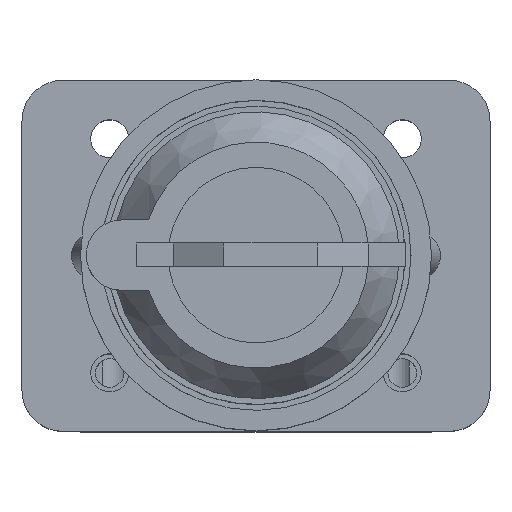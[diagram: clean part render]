
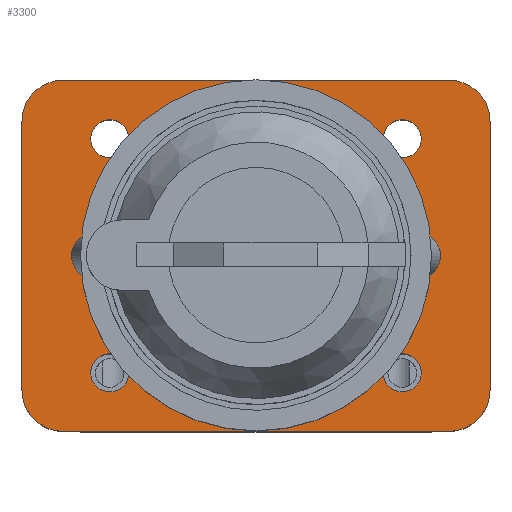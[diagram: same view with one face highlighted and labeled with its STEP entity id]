
A CAD part, top view. The second image highlights one B-rep face of the part: STEP entity #3300.
In plain terms, the highlighted planar face has unit normal (0, 0, 1).
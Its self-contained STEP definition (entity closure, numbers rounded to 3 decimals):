
#216=LINE('',#4730,#510);
#222=LINE('',#4750,#516);
#225=LINE('',#4758,#519);
#227=LINE('',#4764,#521);
#510=VECTOR('',#3848,33.);
#516=VECTOR('',#3868,23.);
#519=VECTOR('',#3877,33.);
#521=VECTOR('',#3885,23.);
#807=PLANE('',#3526);
#950=FACE_BOUND('',#1242,.T.);
#951=FACE_BOUND('',#1243,.T.);
#952=FACE_BOUND('',#1244,.T.);
#953=FACE_BOUND('',#1245,.T.);
#954=FACE_BOUND('',#1246,.T.);
#955=FACE_BOUND('',#1247,.T.);
#956=FACE_BOUND('',#1248,.T.);
#957=FACE_BOUND('',#1249,.T.);
#1032=ELLIPSE('',#3484,2.071,2.);
#1033=ELLIPSE('',#3490,2.071,2.);
#1242=EDGE_LOOP('',(#2410));
#1243=EDGE_LOOP('',(#2411));
#1244=EDGE_LOOP('',(#2412));
#1245=EDGE_LOOP('',(#2413));
#1246=EDGE_LOOP('',(#2414));
#1247=EDGE_LOOP('',(#2415));
#1248=EDGE_LOOP('',(#2416));
#1249=EDGE_LOOP('',(#2417,#2418,#2419,#2420,#2421,#2422,#2423,#2424));
#1484=CIRCLE('',#3496,1.625);
#1486=CIRCLE('',#3499,1.625);
#1488=CIRCLE('',#3502,1.625);
#1490=CIRCLE('',#3505,1.625);
#1492=CIRCLE('',#3508,11.25);
#1493=CIRCLE('',#3510,3.5);
#1498=CIRCLE('',#3518,3.5);
#1499=CIRCLE('',#3521,3.5);
#1500=CIRCLE('',#3524,3.5);
#1589=VERTEX_POINT('',#4676);
#1592=VERTEX_POINT('',#4685);
#1595=VERTEX_POINT('',#4694);
#1597=VERTEX_POINT('',#4699);
#1599=VERTEX_POINT('',#4704);
#1601=VERTEX_POINT('',#4709);
#1603=VERTEX_POINT('',#4714);
#1604=VERTEX_POINT('',#4717);
#1605=VERTEX_POINT('',#4718);
#1609=VERTEX_POINT('',#4728);
#1615=VERTEX_POINT('',#4744);
#1616=VERTEX_POINT('',#4748);
#1617=VERTEX_POINT('',#4752);
#1618=VERTEX_POINT('',#4756);
#1619=VERTEX_POINT('',#4760);
#1901=EDGE_CURVE('',#1589,#1589,#1032,.T.);
#1904=EDGE_CURVE('',#1592,#1592,#1033,.T.);
#1907=EDGE_CURVE('',#1595,#1595,#1484,.T.);
#1909=EDGE_CURVE('',#1597,#1597,#1486,.T.);
#1911=EDGE_CURVE('',#1599,#1599,#1488,.T.);
#1913=EDGE_CURVE('',#1601,#1601,#1490,.T.);
#1915=EDGE_CURVE('',#1603,#1603,#1492,.T.);
#1916=EDGE_CURVE('',#1604,#1605,#1493,.T.);
#1922=EDGE_CURVE('',#1609,#1604,#216,.T.);
#1929=EDGE_CURVE('',#1615,#1609,#1498,.T.);
#1932=EDGE_CURVE('',#1616,#1615,#222,.T.);
#1933=EDGE_CURVE('',#1617,#1616,#1499,.T.);
#1936=EDGE_CURVE('',#1618,#1617,#225,.T.);
#1937=EDGE_CURVE('',#1619,#1618,#1500,.T.);
#1939=EDGE_CURVE('',#1605,#1619,#227,.T.);
#2410=ORIENTED_EDGE('',*,*,#1901,.T.);
#2411=ORIENTED_EDGE('',*,*,#1904,.T.);
#2412=ORIENTED_EDGE('',*,*,#1907,.T.);
#2413=ORIENTED_EDGE('',*,*,#1909,.T.);
#2414=ORIENTED_EDGE('',*,*,#1911,.T.);
#2415=ORIENTED_EDGE('',*,*,#1913,.T.);
#2416=ORIENTED_EDGE('',*,*,#1915,.T.);
#2417=ORIENTED_EDGE('',*,*,#1916,.F.);
#2418=ORIENTED_EDGE('',*,*,#1922,.F.);
#2419=ORIENTED_EDGE('',*,*,#1929,.F.);
#2420=ORIENTED_EDGE('',*,*,#1932,.F.);
#2421=ORIENTED_EDGE('',*,*,#1933,.F.);
#2422=ORIENTED_EDGE('',*,*,#1936,.F.);
#2423=ORIENTED_EDGE('',*,*,#1937,.F.);
#2424=ORIENTED_EDGE('',*,*,#1939,.F.);
#3300=ADVANCED_FACE('',(#950,#951,#952,#953,#954,#955,#956,#957),#807,.T.);
#3484=AXIS2_PLACEMENT_3D('',#4677,#3786,#3787);
#3490=AXIS2_PLACEMENT_3D('',#4686,#3798,#3799);
#3496=AXIS2_PLACEMENT_3D('',#4695,#3810,#3811);
#3499=AXIS2_PLACEMENT_3D('',#4700,#3816,#3817);
#3502=AXIS2_PLACEMENT_3D('',#4705,#3822,#3823);
#3505=AXIS2_PLACEMENT_3D('',#4710,#3828,#3829);
#3508=AXIS2_PLACEMENT_3D('',#4715,#3834,#3835);
#3510=AXIS2_PLACEMENT_3D('',#4719,#3838,#3839);
#3518=AXIS2_PLACEMENT_3D('',#4745,#3862,#3863);
#3521=AXIS2_PLACEMENT_3D('',#4753,#3871,#3872);
#3524=AXIS2_PLACEMENT_3D('',#4761,#3880,#3881);
#3526=AXIS2_PLACEMENT_3D('',#4765,#3886,#3887);
#3786=DIRECTION('center_axis',(0.,0.,-1.));
#3787=DIRECTION('ref_axis',(-1.,0.,0.));
#3798=DIRECTION('center_axis',(0.,0.,-1.));
#3799=DIRECTION('ref_axis',(1.,0.,0.));
#3810=DIRECTION('center_axis',(0.,0.,-1.));
#3811=DIRECTION('ref_axis',(1.,0.,0.));
#3816=DIRECTION('center_axis',(0.,0.,-1.));
#3817=DIRECTION('ref_axis',(1.,0.,0.));
#3822=DIRECTION('center_axis',(0.,0.,-1.));
#3823=DIRECTION('ref_axis',(1.,0.,0.));
#3828=DIRECTION('center_axis',(0.,0.,-1.));
#3829=DIRECTION('ref_axis',(1.,0.,0.));
#3834=DIRECTION('center_axis',(0.,0.,-1.));
#3835=DIRECTION('ref_axis',(-1.,0.,0.));
#3838=DIRECTION('center_axis',(0.,0.,-1.));
#3839=DIRECTION('ref_axis',(-0.707,-0.707,0.));
#3848=DIRECTION('',(-1.,0.,0.));
#3862=DIRECTION('center_axis',(0.,0.,-1.));
#3863=DIRECTION('ref_axis',(0.707,-0.707,0.));
#3868=DIRECTION('',(0.,-1.,0.));
#3871=DIRECTION('center_axis',(0.,0.,-1.));
#3872=DIRECTION('ref_axis',(0.707,0.707,0.));
#3877=DIRECTION('',(1.,0.,0.));
#3880=DIRECTION('center_axis',(0.,0.,-1.));
#3881=DIRECTION('ref_axis',(-0.707,0.707,0.));
#3885=DIRECTION('',(0.,1.,0.));
#3886=DIRECTION('center_axis',(0.,0.,1.));
#3887=DIRECTION('ref_axis',(1.,0.,0.));
#4676=CARTESIAN_POINT('',(-11.629,0.,11.5));
#4677=CARTESIAN_POINT('Origin',(-13.7,0.,11.5));
#4685=CARTESIAN_POINT('',(11.629,0.,11.5));
#4686=CARTESIAN_POINT('Origin',(13.7,0.,11.5));
#4694=CARTESIAN_POINT('',(14.125,-10.,11.5));
#4695=CARTESIAN_POINT('Origin',(12.5,-10.,11.5));
#4699=CARTESIAN_POINT('',(-10.875,10.,11.5));
#4700=CARTESIAN_POINT('Origin',(-12.5,10.,11.5));
#4704=CARTESIAN_POINT('',(-10.875,-10.,11.5));
#4705=CARTESIAN_POINT('Origin',(-12.5,-10.,11.5));
#4709=CARTESIAN_POINT('',(14.125,10.,11.5));
#4710=CARTESIAN_POINT('Origin',(12.5,10.,11.5));
#4714=CARTESIAN_POINT('',(11.25,0.,11.5));
#4715=CARTESIAN_POINT('Origin',(0.,0.,11.5));
#4717=CARTESIAN_POINT('',(-16.5,-15.,11.5));
#4718=CARTESIAN_POINT('',(-20.,-11.5,11.5));
#4719=CARTESIAN_POINT('Origin',(-16.5,-11.5,11.5));
#4728=CARTESIAN_POINT('',(16.5,-15.,11.5));
#4730=CARTESIAN_POINT('',(20.,-15.,11.5));
#4744=CARTESIAN_POINT('',(20.,-11.5,11.5));
#4745=CARTESIAN_POINT('Origin',(16.5,-11.5,11.5));
#4748=CARTESIAN_POINT('',(20.,11.5,11.5));
#4750=CARTESIAN_POINT('',(20.,15.,11.5));
#4752=CARTESIAN_POINT('',(16.5,15.,11.5));
#4753=CARTESIAN_POINT('Origin',(16.5,11.5,11.5));
#4756=CARTESIAN_POINT('',(-16.5,15.,11.5));
#4758=CARTESIAN_POINT('',(-20.,15.,11.5));
#4760=CARTESIAN_POINT('',(-20.,11.5,11.5));
#4761=CARTESIAN_POINT('Origin',(-16.5,11.5,11.5));
#4764=CARTESIAN_POINT('',(-20.,-15.,11.5));
#4765=CARTESIAN_POINT('Origin',(0.,0.,
11.5));
